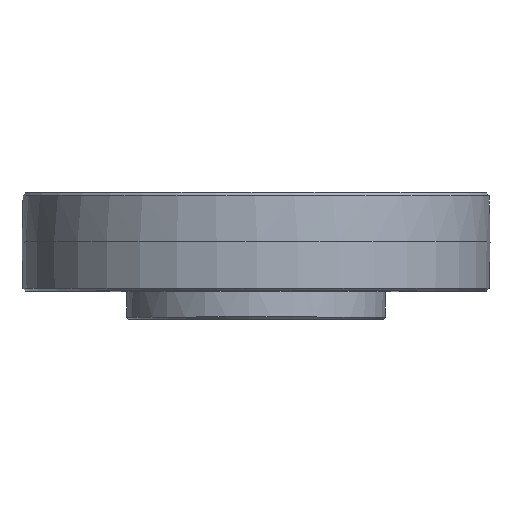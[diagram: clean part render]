
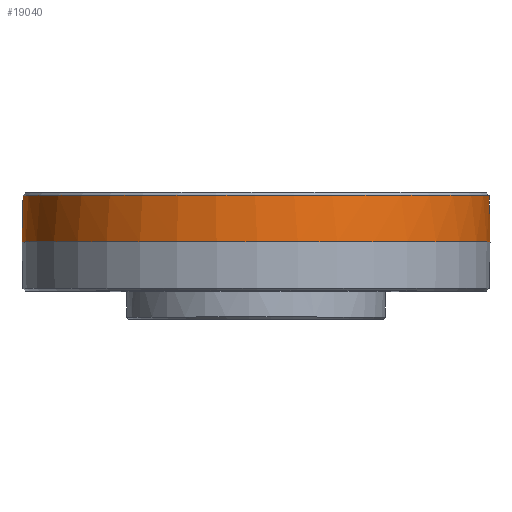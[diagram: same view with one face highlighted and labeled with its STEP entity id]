
A CAD part, top view. The second image highlights one B-rep face of the part: STEP entity #19040.
In plain terms, the highlighted conical face has half-angle 1 degrees and reference radius 53.975 mm.
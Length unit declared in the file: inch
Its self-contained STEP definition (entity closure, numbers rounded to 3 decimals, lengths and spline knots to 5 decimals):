
#827=B_SPLINE_CURVE_WITH_KNOTS('',3,(#32798,#32799,#32800,#32801,#32802,
#32803,#32804,#32805,#32806,#32807,#32808,#32809,#32810,#32811,#32812,#32813,
#32814,#32815),.UNSPECIFIED.,.F.,.F.,(4,2,2,2,2,2,2,2,4),(0.65049,
0.73174,0.81313,0.89452,0.97591,
1.05729,1.13868,1.22008,1.30132),
 .UNSPECIFIED.);
#828=B_SPLINE_CURVE_WITH_KNOTS('',3,(#32820,#32821,#32822,#32823,#32824,
#32825,#32826,#32827,#32828,#32829,#32830,#32831,#32832,#32833,#32834,#32835,
#32836,#32837),.UNSPECIFIED.,.F.,.F.,(4,2,2,2,2,2,2,2,4),(-0.65099,
-0.56974,-0.48834,-0.40696,-0.32557,
-0.24418,-0.1628,-0.0814,-0.00015),
 .UNSPECIFIED.);
#1908=FACE_OUTER_BOUND('',#2947,.T.);
#2947=EDGE_LOOP('',(#15633,#15634,#15635,#15636,#15637,#15638,#15639,#15640,
#15641,#15642,#15643,#15644,#15645));
#4234=LINE('',#32794,#5603);
#4235=LINE('',#32796,#5604);
#4236=LINE('',#32816,#5605);
#4237=LINE('',#32818,#5606);
#4238=LINE('',#32838,#5607);
#5603=VECTOR('',#25366,2.125);
#5604=VECTOR('',#25367,0.3937);
#5605=VECTOR('',#25368,0.3937);
#5606=VECTOR('',#25369,0.3937);
#5607=VECTOR('',#25370,0.3937);
#7016=CIRCLE('',#20965,2.11763);
#7017=CIRCLE('',#20966,2.11763);
#7019=CIRCLE('',#20969,2.11763);
#7026=CIRCLE('',#20979,2.125);
#7027=CIRCLE('',#20980,2.125);
#8618=VERTEX_POINT('',#32706);
#8619=VERTEX_POINT('',#32710);
#8620=VERTEX_POINT('',#32712);
#8623=VERTEX_POINT('',#32721);
#8624=VERTEX_POINT('',#32723);
#8637=VERTEX_POINT('',#32791);
#8638=VERTEX_POINT('',#32792);
#8639=VERTEX_POINT('',#32795);
#8640=VERTEX_POINT('',#32797);
#8641=VERTEX_POINT('',#32817);
#8642=VERTEX_POINT('',#32819);
#11128=EDGE_CURVE('',#8618,#8619,#7016,.T.);
#11129=EDGE_CURVE('',#8619,#8620,#7017,.T.);
#11133=EDGE_CURVE('',#8623,#8624,#7019,.T.);
#11148=EDGE_CURVE('',#8637,#8638,#7026,.T.);
#11149=EDGE_CURVE('',#8638,#8619,#4234,.T.);
#11150=EDGE_CURVE('',#8639,#8618,#4235,.T.);
#11151=EDGE_CURVE('',#8639,#8640,#827,.T.);
#11152=EDGE_CURVE('',#8624,#8640,#4236,.T.);
#11153=EDGE_CURVE('',#8641,#8623,#4237,.T.);
#11154=EDGE_CURVE('',#8641,#8642,#828,.T.);
#11155=EDGE_CURVE('',#8642,#8620,#4238,.T.);
#11156=EDGE_CURVE('',#8638,#8637,#7027,.T.);
#15633=ORIENTED_EDGE('',*,*,#11148,.T.);
#15634=ORIENTED_EDGE('',*,*,#11149,.T.);
#15635=ORIENTED_EDGE('',*,*,#11128,.F.);
#15636=ORIENTED_EDGE('',*,*,#11150,.F.);
#15637=ORIENTED_EDGE('',*,*,#11151,.T.);
#15638=ORIENTED_EDGE('',*,*,#11152,.F.);
#15639=ORIENTED_EDGE('',*,*,#11133,.F.);
#15640=ORIENTED_EDGE('',*,*,#11153,.F.);
#15641=ORIENTED_EDGE('',*,*,#11154,.T.);
#15642=ORIENTED_EDGE('',*,*,#11155,.T.);
#15643=ORIENTED_EDGE('',*,*,#11129,.F.);
#15644=ORIENTED_EDGE('',*,*,#11149,.F.);
#15645=ORIENTED_EDGE('',*,*,#11156,.T.);
#18450=CONICAL_SURFACE('',#20978,2.125,0.017);
#19040=ADVANCED_FACE('',(#1908),#18450,.T.);
#20965=AXIS2_PLACEMENT_3D('',#32711,#25331,#25332);
#20966=AXIS2_PLACEMENT_3D('',#32713,#25333,#25334);
#20969=AXIS2_PLACEMENT_3D('',#32724,#25340,#25341);
#20978=AXIS2_PLACEMENT_3D('',#32790,#25362,#25363);
#20979=AXIS2_PLACEMENT_3D('',#32793,#25364,#25365);
#20980=AXIS2_PLACEMENT_3D('',#32839,#25371,#25372);
#25331=DIRECTION('center_axis',(0.,1.,0.));
#25332=DIRECTION('ref_axis',(1.,0.,0.));
#25333=DIRECTION('center_axis',(0.,1.,0.));
#25334=DIRECTION('ref_axis',(1.,0.,0.));
#25340=DIRECTION('center_axis',(0.,1.,0.));
#25341=DIRECTION('ref_axis',(0.,0.,-1.));
#25362=DIRECTION('center_axis',(0.,-1.,0.));
#25363=DIRECTION('ref_axis',(1.,0.,0.));
#25364=DIRECTION('center_axis',(0.,1.,0.));
#25365=DIRECTION('ref_axis',(1.,0.,0.));
#25366=DIRECTION('',(0.017,1.,0.));
#25367=DIRECTION('',(-0.009,1.,0.015));
#25368=DIRECTION('',(0.009,-1.,-0.015));
#25369=DIRECTION('',(0.015,1.,-0.009));
#25370=DIRECTION('',(0.015,1.,-0.009));
#25371=DIRECTION('center_axis',(0.,1.,0.));
#25372=DIRECTION('ref_axis',(1.,0.,0.));
#32706=CARTESIAN_POINT('',(1.02846,0.42214,-1.85112));
#32710=CARTESIAN_POINT('',(-2.11763,0.42215,0.));
#32711=CARTESIAN_POINT('Origin',(0.,0.42215,
0.));
#32712=CARTESIAN_POINT('',(-1.85112,0.42214,1.02846));
#32713=CARTESIAN_POINT('Origin',(0.,0.42215,
0.));
#32721=CARTESIAN_POINT('',(-1.76265,0.42214,1.17363));
#32723=CARTESIAN_POINT('',(1.17363,0.42214,-1.76265));
#32724=CARTESIAN_POINT('Origin',(0.,0.42214,0.));
#32790=CARTESIAN_POINT('Origin',(0.,0.,0.));
#32791=CARTESIAN_POINT('',(2.125,0.,0.));
#32792=CARTESIAN_POINT('',(-2.125,0.,0.));
#32793=CARTESIAN_POINT('Origin',(0.,0.,
0.));
#32794=CARTESIAN_POINT('',(-2.125,0.,0.));
#32795=CARTESIAN_POINT('',(1.02901,0.36213,-1.85201));
#32796=CARTESIAN_POINT('',(1.02901,0.36213,-1.85201));
#32797=CARTESIAN_POINT('',(1.17418,0.36213,-1.76355));
#32798=CARTESIAN_POINT('Ctrl Pts',(1.02901,0.36213,-1.85201));
#32799=CARTESIAN_POINT('Ctrl Pts',(1.0291,0.35146,-1.85217));
#32800=CARTESIAN_POINT('Ctrl Pts',(1.03107,0.34009,-1.85131));
#32801=CARTESIAN_POINT('Ctrl Pts',(1.03882,0.31916,-1.84739));
#32802=CARTESIAN_POINT('Ctrl Pts',(1.04461,0.3096,-1.84432));
#32803=CARTESIAN_POINT('Ctrl Pts',(1.05786,0.29449,-1.83706));
#32804=CARTESIAN_POINT('Ctrl Pts',(1.0662,0.28795,-1.83238));
#32805=CARTESIAN_POINT('Ctrl Pts',(1.08434,0.27926,-1.82188));
#32806=CARTESIAN_POINT('Ctrl Pts',(1.09413,0.27713,-1.81606));
#32807=CARTESIAN_POINT('Ctrl Pts',(1.11237,0.27713,-1.80495));
#32808=CARTESIAN_POINT('Ctrl Pts',(1.12203,0.27926,-1.79891));
#32809=CARTESIAN_POINT('Ctrl Pts',(1.13968,0.28795,-1.78761));
#32810=CARTESIAN_POINT('Ctrl Pts',(1.14766,0.29449,-1.78234));
#32811=CARTESIAN_POINT('Ctrl Pts',(1.16019,0.3096,-1.7739));
#32812=CARTESIAN_POINT('Ctrl Pts',(1.16557,0.31916,-1.77015));
#32813=CARTESIAN_POINT('Ctrl Pts',(1.17261,0.34009,-1.76506));
#32814=CARTESIAN_POINT('Ctrl Pts',(1.17427,0.35146,-1.76371));
#32815=CARTESIAN_POINT('Ctrl Pts',(1.17418,0.36213,-1.76355));
#32816=CARTESIAN_POINT('',(1.17363,0.42213,-1.76265));
#32817=CARTESIAN_POINT('',(-1.76355,0.36213,1.17418));
#32818=CARTESIAN_POINT('',(-1.76355,0.36213,1.17418));
#32819=CARTESIAN_POINT('',(-1.85201,0.36213,1.02901));
#32820=CARTESIAN_POINT('Ctrl Pts',(-1.76355,0.36213,
1.17418));
#32821=CARTESIAN_POINT('Ctrl Pts',(-1.76371,0.35146,1.17427));
#32822=CARTESIAN_POINT('Ctrl Pts',(-1.76506,0.34009,
1.17261));
#32823=CARTESIAN_POINT('Ctrl Pts',(-1.77015,0.31916,
1.16557));
#32824=CARTESIAN_POINT('Ctrl Pts',(-1.7739,0.3096,
1.16019));
#32825=CARTESIAN_POINT('Ctrl Pts',(-1.78234,0.29449,1.14766));
#32826=CARTESIAN_POINT('Ctrl Pts',(-1.78761,0.28795,1.13968));
#32827=CARTESIAN_POINT('Ctrl Pts',(-1.79891,0.27926,
1.12203));
#32828=CARTESIAN_POINT('Ctrl Pts',(-1.80495,0.27713,1.11237));
#32829=CARTESIAN_POINT('Ctrl Pts',(-1.81606,0.27713,1.09413));
#32830=CARTESIAN_POINT('Ctrl Pts',(-1.82188,0.27926,
1.08434));
#32831=CARTESIAN_POINT('Ctrl Pts',(-1.83238,0.28795,1.0662));
#32832=CARTESIAN_POINT('Ctrl Pts',(-1.83706,0.29449,
1.05786));
#32833=CARTESIAN_POINT('Ctrl Pts',(-1.84432,0.3096,
1.04461));
#32834=CARTESIAN_POINT('Ctrl Pts',(-1.84739,0.31916,
1.03882));
#32835=CARTESIAN_POINT('Ctrl Pts',(-1.85131,0.34009,
1.03107));
#32836=CARTESIAN_POINT('Ctrl Pts',(-1.85217,0.35146,
1.0291));
#32837=CARTESIAN_POINT('Ctrl Pts',(-1.85201,0.36213,1.02901));
#32838=CARTESIAN_POINT('',(-1.85201,0.36213,1.02901));
#32839=CARTESIAN_POINT('Origin',(0.,0.,
0.));
